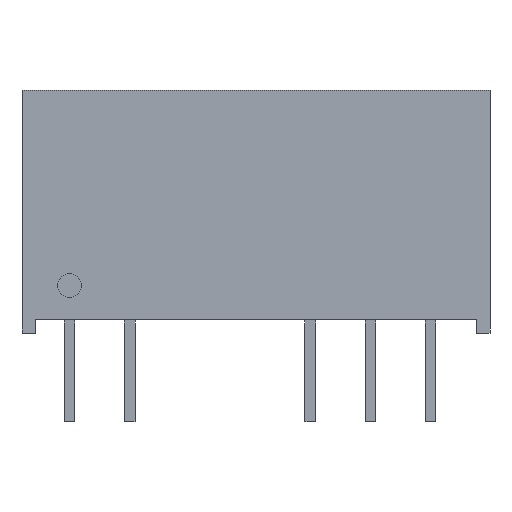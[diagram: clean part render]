
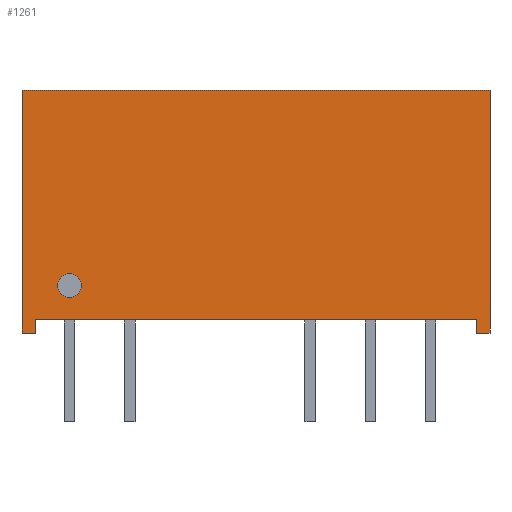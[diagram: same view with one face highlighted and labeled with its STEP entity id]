
A CAD part, front view. The second image highlights one B-rep face of the part: STEP entity #1261.
In plain terms, the highlighted planar face has unit normal (0, -1, 0).
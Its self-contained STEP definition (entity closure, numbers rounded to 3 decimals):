
#923=CARTESIAN_POINT('',(-7.375,-3.125,2.));
#924=VERTEX_POINT('',#923);
#933=CARTESIAN_POINT('',(-8.375,-3.125,2.));
#934=VERTEX_POINT('',#933);
#935=CARTESIAN_POINT('',(-7.875,-3.125,2.));
#936=DIRECTION('',(0.0,1.0,0.0));
#937=DIRECTION('',(1.0,0.0,0.0));
#938=AXIS2_PLACEMENT_3D('',#935,#936,#937);
#939=CIRCLE('',#938,0.5);
#940=EDGE_CURVE('',#934,#924,#939,.T.);
#974=CARTESIAN_POINT('',(-7.875,-3.125,2.));
#975=DIRECTION('',(0.0,1.0,0.0));
#976=DIRECTION('',(1.0,0.0,0.0));
#977=AXIS2_PLACEMENT_3D('',#974,#975,#976);
#978=CIRCLE('',#977,0.5);
#979=EDGE_CURVE('',#924,#934,#978,.T.);
#999=CARTESIAN_POINT('',(9.325,-3.125,0.));
#1000=VERTEX_POINT('',#999);
#1001=CARTESIAN_POINT('',(9.325,-3.125,0.55));
#1002=VERTEX_POINT('',#1001);
#1003=CARTESIAN_POINT('',(9.325,-3.125,0.));
#1004=DIRECTION('',(0.0,0.0,1.0));
#1005=VECTOR('',#1004,0.55);
#1006=LINE('',#1003,#1005);
#1007=EDGE_CURVE('',#1000,#1002,#1006,.T.);
#1039=CARTESIAN_POINT('',(-9.325,-3.125,0.55));
#1040=VERTEX_POINT('',#1039);
#1041=CARTESIAN_POINT('',(9.325,-3.125,0.55));
#1042=DIRECTION('',(-1.0,0.0,0.0));
#1043=VECTOR('',#1042,18.65);
#1044=LINE('',#1041,#1043);
#1045=EDGE_CURVE('',#1002,#1040,#1044,.T.);
#1070=CARTESIAN_POINT('',(-9.325,-3.125,0.));
#1071=VERTEX_POINT('',#1070);
#1072=CARTESIAN_POINT('',(-9.325,-3.125,0.55));
#1073=DIRECTION('',(0.0,0.0,-1.0));
#1074=VECTOR('',#1073,0.55);
#1075=LINE('',#1072,#1074);
#1076=EDGE_CURVE('',#1040,#1071,#1075,.T.);
#1101=CARTESIAN_POINT('',(-9.875,-3.125,0.));
#1102=VERTEX_POINT('',#1101);
#1103=CARTESIAN_POINT('',(-9.325,-3.125,0.));
#1104=DIRECTION('',(-1.0,0.0,0.0));
#1105=VECTOR('',#1104,0.55);
#1106=LINE('',#1103,#1105);
#1107=EDGE_CURVE('',#1071,#1102,#1106,.T.);
#1132=CARTESIAN_POINT('',(-9.875,-3.125,10.25));
#1133=VERTEX_POINT('',#1132);
#1134=CARTESIAN_POINT('',(-9.875,-3.125,0.));
#1135=DIRECTION('',(0.0,0.0,1.0));
#1136=VECTOR('',#1135,10.25);
#1137=LINE('',#1134,#1136);
#1138=EDGE_CURVE('',#1102,#1133,#1137,.T.);
#1163=CARTESIAN_POINT('',(9.875,-3.125,10.25));
#1164=VERTEX_POINT('',#1163);
#1165=CARTESIAN_POINT('',(-9.875,-3.125,10.25));
#1166=DIRECTION('',(1.0,0.0,0.0));
#1167=VECTOR('',#1166,19.75);
#1168=LINE('',#1165,#1167);
#1169=EDGE_CURVE('',#1133,#1164,#1168,.T.);
#1194=CARTESIAN_POINT('',(9.875,-3.125,0.));
#1195=VERTEX_POINT('',#1194);
#1196=CARTESIAN_POINT('',(9.875,-3.125,10.25));
#1197=DIRECTION('',(0.0,0.0,-1.0));
#1198=VECTOR('',#1197,10.25);
#1199=LINE('',#1196,#1198);
#1200=EDGE_CURVE('',#1164,#1195,#1199,.T.);
#1225=CARTESIAN_POINT('',(9.875,-3.125,0.));
#1226=DIRECTION('',(-1.0,0.0,0.0));
#1227=VECTOR('',#1226,0.55);
#1228=LINE('',#1225,#1227);
#1229=EDGE_CURVE('',#1195,#1000,#1228,.T.);
#1242=CARTESIAN_POINT('',(0.,-3.125,5.206));
#1243=DIRECTION('',(0.0,1.0,0.0));
#1244=DIRECTION('',(0.0,0.0,1.0));
#1245=AXIS2_PLACEMENT_3D('',#1242,#1243,#1244);
#1246=PLANE('',#1245);
#1247=ORIENTED_EDGE('',*,*,#1007,.F.);
#1248=ORIENTED_EDGE('',*,*,#1229,.F.);
#1249=ORIENTED_EDGE('',*,*,#1200,.F.);
#1250=ORIENTED_EDGE('',*,*,#1169,.F.);
#1251=ORIENTED_EDGE('',*,*,#1138,.F.);
#1252=ORIENTED_EDGE('',*,*,#1107,.F.);
#1253=ORIENTED_EDGE('',*,*,#1076,.F.);
#1254=ORIENTED_EDGE('',*,*,#1045,.F.);
#1255=EDGE_LOOP('',(#1247,#1248,#1249,#1250,#1251,#1252,#1253,#1254));
#1256=FACE_OUTER_BOUND('',#1255,.T.);
#1257=ORIENTED_EDGE('',*,*,#979,.T.);
#1258=ORIENTED_EDGE('',*,*,#940,.T.);
#1259=EDGE_LOOP('',(#1257,#1258));
#1260=FACE_BOUND('',#1259,.T.);
#1261=ADVANCED_FACE('',(#1256,#1260),#1246,.F.);
